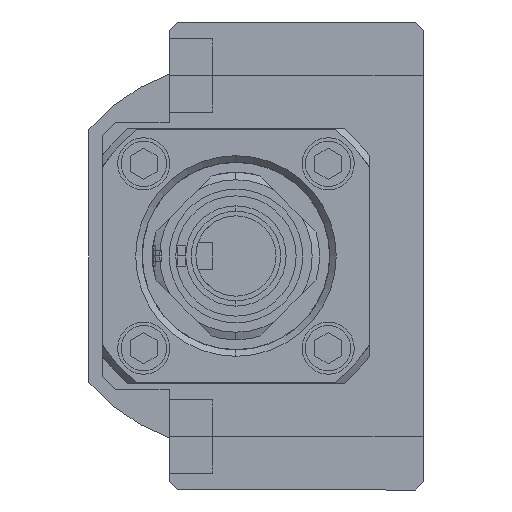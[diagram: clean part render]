
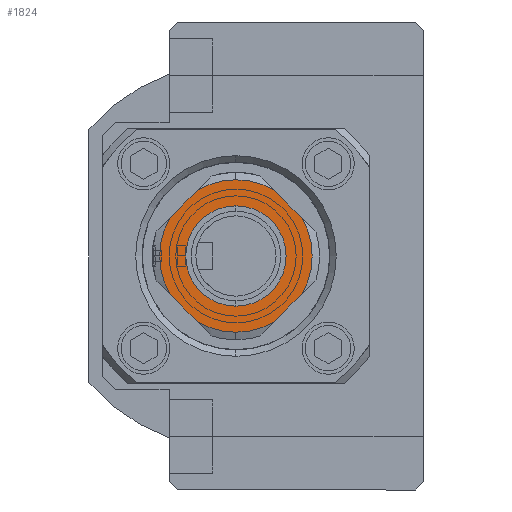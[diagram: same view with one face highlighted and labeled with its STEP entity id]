
A CAD part, left-side view. The second image highlights one B-rep face of the part: STEP entity #1824.
In plain terms, the highlighted face is planar.
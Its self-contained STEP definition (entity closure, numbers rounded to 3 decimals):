
#256 = EDGE_CURVE ( 'NONE', #6761, #4934, #1973, .T. ) ;
#347 = VERTEX_POINT ( 'NONE', #1263 ) ;
#448 = CIRCLE ( 'NONE', #1631, 11.4 ) ;
#454 = DIRECTION ( 'NONE',  ( -1., 0., 0. ) ) ;
#603 = CIRCLE ( 'NONE', #7716, 7.5 ) ;
#683 = VECTOR ( 'NONE', #4742, 1000. ) ;
#711 = VERTEX_POINT ( 'NONE', #4000 ) ;
#727 = LINE ( 'NONE', #6242, #3009 ) ;
#743 = AXIS2_PLACEMENT_3D ( 'NONE', #4824, #4098, #6859 ) ;
#913 = EDGE_CURVE ( 'NONE', #2038, #6734, #603, .T. ) ;
#939 = CARTESIAN_POINT ( 'NONE',  ( 0., 15.556, 11. ) ) ;
#1027 = VECTOR ( 'NONE', #5045, 1000. ) ;
#1148 = DIRECTION ( 'NONE',  ( -1., 0., 0. ) ) ;
#1263 = CARTESIAN_POINT ( 'NONE',  ( -9.895, 5.662, 11. ) ) ;
#1333 = CARTESIAN_POINT ( 'NONE',  ( 0., 0., 11. ) ) ;
#1392 = CARTESIAN_POINT ( 'NONE',  ( -5.662, -9.895, 11. ) ) ;
#1458 = DIRECTION ( 'NONE',  ( -1., 0., 0. ) ) ;
#1465 = ORIENTED_EDGE ( 'NONE', *, *, #8070, .F. ) ;
#1631 = AXIS2_PLACEMENT_3D ( 'NONE', #4118, #6211, #2114 ) ;
#1656 = EDGE_CURVE ( 'NONE', #711, #2024, #8189, .T. ) ;
#1824 = ADVANCED_FACE ( 'NONE', ( #3375, #5374 ), #1979, .F. ) ;
#1930 = AXIS2_PLACEMENT_3D ( 'NONE', #4977, #7823, #4925 ) ;
#1954 = EDGE_LOOP ( 'NONE', ( #1465, #2764, #2711, #8768, #3977, #8903, #2810, #2690, #2121 ) ) ;
#1973 = LINE ( 'NONE', #2129, #2356 ) ;
#1979 = PLANE ( 'NONE',  #8526 ) ;
#2020 = CARTESIAN_POINT ( 'NONE',  ( 0., 0., 11. ) ) ;
#2024 = VERTEX_POINT ( 'NONE', #4269 ) ;
#2038 = VERTEX_POINT ( 'NONE', #3671 ) ;
#2114 = DIRECTION ( 'NONE',  ( -1., 0., 0. ) ) ;
#2121 = ORIENTED_EDGE ( 'NONE', *, *, #1656, .T. ) ;
#2129 = CARTESIAN_POINT ( 'NONE',  ( 0., -15.556, 11. ) ) ;
#2155 = AXIS2_PLACEMENT_3D ( 'NONE', #1333, #7379, #1148 ) ;
#2270 = LINE ( 'NONE', #939, #1027 ) ;
#2287 = DIRECTION ( 'NONE',  ( 0., 0., -1. ) ) ;
#2356 = VECTOR ( 'NONE', #8910, 1000. ) ;
#2519 = CARTESIAN_POINT ( 'NONE',  ( 5.662, -9.895, 11. ) ) ;
#2690 = ORIENTED_EDGE ( 'NONE', *, *, #3379, .F. ) ;
#2711 = ORIENTED_EDGE ( 'NONE', *, *, #8317, .F. ) ;
#2727 = CARTESIAN_POINT ( 'NONE',  ( 9.895, -5.662, 11. ) ) ;
#2764 = ORIENTED_EDGE ( 'NONE', *, *, #5651, .T. ) ;
#2810 = ORIENTED_EDGE ( 'NONE', *, *, #256, .T. ) ;
#2913 = CIRCLE ( 'NONE', #743, 11.4 ) ;
#2987 = VERTEX_POINT ( 'NONE', #3527 ) ;
#3009 = VECTOR ( 'NONE', #5599, 1000. ) ;
#3365 = AXIS2_PLACEMENT_3D ( 'NONE', #4381, #2287, #4258 ) ;
#3375 = FACE_OUTER_BOUND ( 'NONE', #1954, .T. ) ;
#3379 = EDGE_CURVE ( 'NONE', #711, #4934, #4048, .T. ) ;
#3423 = EDGE_CURVE ( 'NONE', #6054, #5429, #727, .T. ) ;
#3527 = CARTESIAN_POINT ( 'NONE',  ( -11.4, 0., 11. ) ) ;
#3590 = DIRECTION ( 'NONE',  ( 0., 0., -1. ) ) ;
#3615 = VERTEX_POINT ( 'NONE', #7912 ) ;
#3671 = CARTESIAN_POINT ( 'NONE',  ( -7.5, 0., 11. ) ) ;
#3824 = ORIENTED_EDGE ( 'NONE', *, *, #7029, .T. ) ;
#3977 = ORIENTED_EDGE ( 'NONE', *, *, #3423, .T. ) ;
#4000 = CARTESIAN_POINT ( 'NONE',  ( 9.895, 5.662, 11. ) ) ;
#4048 = CIRCLE ( 'NONE', #2155, 11.4 ) ;
#4095 = AXIS2_PLACEMENT_3D ( 'NONE', #6687, #5874, #454 ) ;
#4098 = DIRECTION ( 'NONE',  ( 0., 0., -1. ) ) ;
#4118 = CARTESIAN_POINT ( 'NONE',  ( 0., 0., 11. ) ) ;
#4226 = EDGE_LOOP ( 'NONE', ( #3824, #8000 ) ) ;
#4258 = DIRECTION ( 'NONE',  ( -1., 0., 0. ) ) ;
#4269 = CARTESIAN_POINT ( 'NONE',  ( 5.662, 9.895, 11. ) ) ;
#4381 = CARTESIAN_POINT ( 'NONE',  ( 0., 0., 11. ) ) ;
#4728 = DIRECTION ( 'NONE',  ( 0., 0., -1. ) ) ;
#4742 = DIRECTION ( 'NONE',  ( -0.707, 0.707, 0. ) ) ;
#4824 = CARTESIAN_POINT ( 'NONE',  ( 0., 0., 11. ) ) ;
#4925 = DIRECTION ( 'NONE',  ( -1., 0., 0. ) ) ;
#4934 = VERTEX_POINT ( 'NONE', #2727 ) ;
#4965 = CIRCLE ( 'NONE', #3365, 11.4 ) ;
#4977 = CARTESIAN_POINT ( 'NONE',  ( 0., 0., 11. ) ) ;
#5045 = DIRECTION ( 'NONE',  ( -0.707, -0.707, 0. ) ) ;
#5374 = FACE_BOUND ( 'NONE', #4226, .T. ) ;
#5410 = CIRCLE ( 'NONE', #4095, 11.4 ) ;
#5429 = VERTEX_POINT ( 'NONE', #1392 ) ;
#5521 = CARTESIAN_POINT ( 'NONE',  ( 15.556, 0., 11. ) ) ;
#5599 = DIRECTION ( 'NONE',  ( 0.707, -0.707, 0. ) ) ;
#5651 = EDGE_CURVE ( 'NONE', #3615, #347, #2270, .T. ) ;
#5733 = CARTESIAN_POINT ( 'NONE',  ( -9.895, -5.662, 11. ) ) ;
#5874 = DIRECTION ( 'NONE',  ( 0., 0., -1. ) ) ;
#6054 = VERTEX_POINT ( 'NONE', #5733 ) ;
#6211 = DIRECTION ( 'NONE',  ( 0., 0., -1. ) ) ;
#6242 = CARTESIAN_POINT ( 'NONE',  ( -15.556, 0., 11. ) ) ;
#6687 = CARTESIAN_POINT ( 'NONE',  ( 0., 0., 11. ) ) ;
#6734 = VERTEX_POINT ( 'NONE', #8120 ) ;
#6761 = VERTEX_POINT ( 'NONE', #2519 ) ;
#6859 = DIRECTION ( 'NONE',  ( -1., 0., 0. ) ) ;
#7029 = EDGE_CURVE ( 'NONE', #6734, #2038, #7859, .T. ) ;
#7235 = EDGE_CURVE ( 'NONE', #6054, #2987, #5410, .T. ) ;
#7379 = DIRECTION ( 'NONE',  ( 0., 0., -1. ) ) ;
#7716 = AXIS2_PLACEMENT_3D ( 'NONE', #7865, #3590, #1458 ) ;
#7823 = DIRECTION ( 'NONE',  ( 0., 0., -1. ) ) ;
#7859 = CIRCLE ( 'NONE', #1930, 7.5 ) ;
#7865 = CARTESIAN_POINT ( 'NONE',  ( 0., 0., 11. ) ) ;
#7912 = CARTESIAN_POINT ( 'NONE',  ( -5.662, 9.895, 11. ) ) ;
#8000 = ORIENTED_EDGE ( 'NONE', *, *, #913, .T. ) ;
#8070 = EDGE_CURVE ( 'NONE', #3615, #2024, #2913, .T. ) ;
#8120 = CARTESIAN_POINT ( 'NONE',  ( 7.5, 0., 11. ) ) ;
#8137 = DIRECTION ( 'NONE',  ( 0., -1., 0. ) ) ;
#8189 = LINE ( 'NONE', #5521, #683 ) ;
#8317 = EDGE_CURVE ( 'NONE', #2987, #347, #448, .T. ) ;
#8459 = EDGE_CURVE ( 'NONE', #6761, #5429, #4965, .T. ) ;
#8526 = AXIS2_PLACEMENT_3D ( 'NONE', #2020, #4728, #8137 ) ;
#8768 = ORIENTED_EDGE ( 'NONE', *, *, #7235, .F. ) ;
#8903 = ORIENTED_EDGE ( 'NONE', *, *, #8459, .F. ) ;
#8910 = DIRECTION ( 'NONE',  ( 0.707, 0.707, 0. ) ) ;
